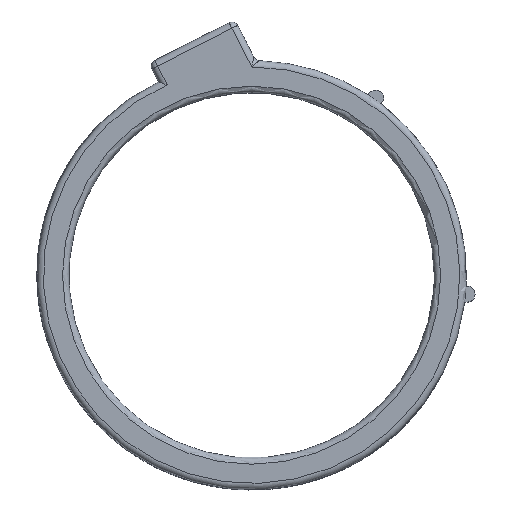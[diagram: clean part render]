
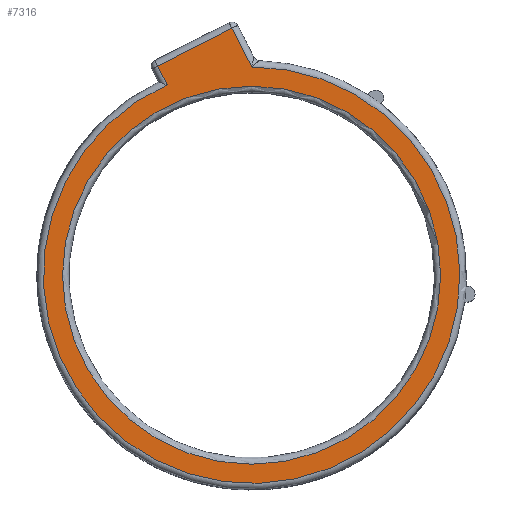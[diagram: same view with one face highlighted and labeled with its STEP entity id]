
A CAD part, top view. The second image highlights one B-rep face of the part: STEP entity #7316.
In plain terms, the highlighted planar face has unit normal (0, 0, 1).
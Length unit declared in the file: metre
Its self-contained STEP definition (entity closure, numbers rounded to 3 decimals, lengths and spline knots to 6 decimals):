
#206=PLANE('',#7891);
#937=CIRCLE('',#7892,0.0295);
#938=CIRCLE('',#7893,0.0325);
#1401=ORIENTED_EDGE('',*,*,#3713,.T.);
#1402=ORIENTED_EDGE('',*,*,#3714,.T.);
#1403=ORIENTED_EDGE('',*,*,#3715,.T.);
#1404=ORIENTED_EDGE('',*,*,#3716,.T.);
#1405=ORIENTED_EDGE('',*,*,#3717,.T.);
#3713=EDGE_CURVE('',#4865,#4865,#937,.F.);
#3714=EDGE_CURVE('',#4866,#4867,#5353,.T.);
#3715=EDGE_CURVE('',#4867,#4868,#5354,.T.);
#3716=EDGE_CURVE('',#4868,#4869,#5355,.F.);
#3717=EDGE_CURVE('',#4869,#4866,#938,.T.);
#4865=VERTEX_POINT('',#11083);
#4866=VERTEX_POINT('',#11085);
#4867=VERTEX_POINT('',#11086);
#4868=VERTEX_POINT('',#11088);
#4869=VERTEX_POINT('',#11090);
#5353=LINE('',#11084,#5854);
#5354=LINE('',#11087,#5855);
#5355=LINE('',#11089,#5856);
#5854=VECTOR('',#8621,1.);
#5855=VECTOR('',#8622,1.);
#5856=VECTOR('',#8623,1.);
#6318=EDGE_LOOP('',(#1401));
#6319=EDGE_LOOP('',(#1402,#1403,#1404,#1405));
#6794=FACE_BOUND('',#6318,.T.);
#6795=FACE_BOUND('',#6319,.T.);
#7316=ADVANCED_FACE('',(#6794,#6795),#206,.T.);
#7891=AXIS2_PLACEMENT_3D('',#11081,#8617,#8618);
#7892=AXIS2_PLACEMENT_3D('',#11082,#8619,#8620);
#7893=AXIS2_PLACEMENT_3D('',#11091,#8624,#8625);
#8617=DIRECTION('',(0.,0.,1.));
#8618=DIRECTION('',(1.,0.,0.));
#8619=DIRECTION('',(0.,0.,1.));
#8620=DIRECTION('',(1.,0.,0.));
#8621=DIRECTION('',(-0.454,0.891,0.));
#8622=DIRECTION('',(-0.891,-0.454,0.));
#8623=DIRECTION('',(-0.454,0.891,0.));
#8624=DIRECTION('',(0.,0.,1.));
#8625=DIRECTION('',(1.,0.,0.));
#11081=CARTESIAN_POINT('',(0.,0.,0.0075));
#11082=CARTESIAN_POINT('',(0.,0.,0.0075));
#11083=CARTESIAN_POINT('',(0.0295,0.,0.0075));
#11084=CARTESIAN_POINT('',(-0.003518,0.039405,0.0075));
#11085=CARTESIAN_POINT('',(0.,0.0325,0.0075));
#11086=CARTESIAN_POINT('',(-0.003064,0.038514,0.0075));
#11087=CARTESIAN_POINT('',(-0.015539,0.032158,0.0075));
#11088=CARTESIAN_POINT('',(-0.014648,0.032612,0.0075));
#11089=CARTESIAN_POINT('',(-0.013641,0.030638,0.0075));
#11090=CARTESIAN_POINT('',(-0.01317,0.029712,0.0075));
#11091=CARTESIAN_POINT('',(0.,0.,0.0075));
